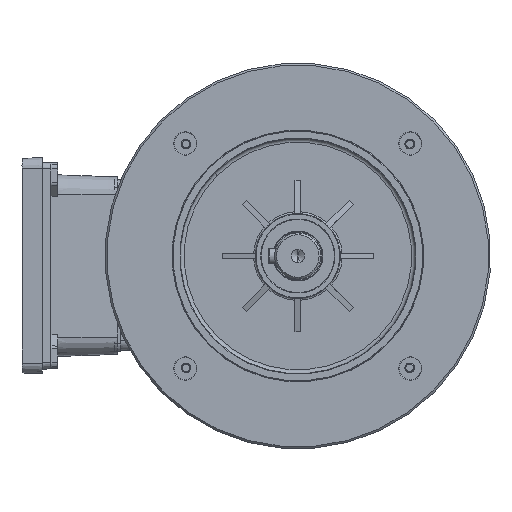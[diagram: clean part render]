
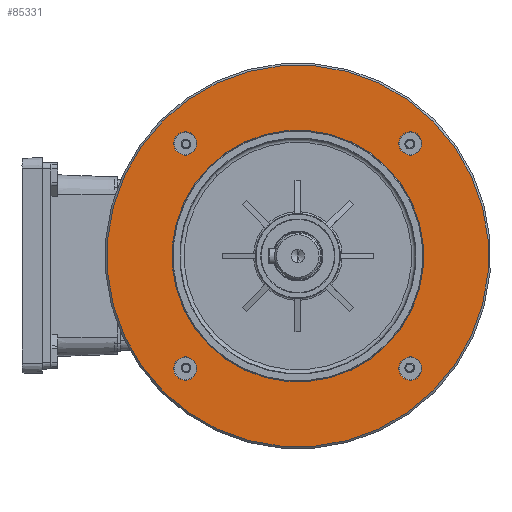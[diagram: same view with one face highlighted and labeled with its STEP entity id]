
A CAD part, left-side view. The second image highlights one B-rep face of the part: STEP entity #85331.
In plain terms, the highlighted face is planar.
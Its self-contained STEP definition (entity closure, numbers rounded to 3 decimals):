
#617 = CIRCLE ( 'NONE', #11457, 6. ) ;
#1037 = DIRECTION ( 'NONE',  ( 0., 0., -1. ) ) ;
#1082 = VERTEX_POINT ( 'NONE', #105821 ) ;
#1384 = ORIENTED_EDGE ( 'NONE', *, *, #9513, .T. ) ;
#1822 = DIRECTION ( 'NONE',  ( 0., 0., -1. ) ) ;
#4069 = CIRCLE ( 'NONE', #19383, 6. ) ;
#4306 = CARTESIAN_POINT ( 'NONE',  ( 3., 0., 88.5 ) ) ;
#4553 = VERTEX_POINT ( 'NONE', #84245 ) ;
#5113 = CIRCLE ( 'NONE', #63911, 99. ) ;
#9236 = DIRECTION ( 'NONE',  ( 1., 0., 0. ) ) ;
#9513 = EDGE_CURVE ( 'NONE', #118181, #92070, #87401, .T. ) ;
#10324 = EDGE_CURVE ( 'NONE', #125152, #1082, #10994, .T. ) ;
#10994 = CIRCLE ( 'NONE', #34936, 6. ) ;
#11305 = CARTESIAN_POINT ( 'NONE',  ( 3., 0., -82.5 ) ) ;
#11457 = AXIS2_PLACEMENT_3D ( 'NONE', #56874, #131377, #47306 ) ;
#11715 = ORIENTED_EDGE ( 'NONE', *, *, #65430, .T. ) ;
#12762 = PLANE ( 'NONE',  #22887 ) ;
#13658 = EDGE_CURVE ( 'NONE', #4553, #99575, #122323, .T. ) ;
#14533 = ORIENTED_EDGE ( 'NONE', *, *, #89419, .T. ) ;
#14889 = AXIS2_PLACEMENT_3D ( 'NONE', #43477, #117248, #21666 ) ;
#14920 = CIRCLE ( 'NONE', #84596, 6. ) ;
#16380 = DIRECTION ( 'NONE',  ( 0., 0., -1. ) ) ;
#18634 = CARTESIAN_POINT ( 'NONE',  ( 3., 82.5, -6. ) ) ;
#19383 = AXIS2_PLACEMENT_3D ( 'NONE', #11305, #103504, #1037 ) ;
#21666 = DIRECTION ( 'NONE',  ( 0., 0., -1. ) ) ;
#22887 = AXIS2_PLACEMENT_3D ( 'NONE', #54376, #96082, #44147 ) ;
#23008 = FACE_BOUND ( 'NONE', #127456, .T. ) ;
#24145 = DIRECTION ( 'NONE',  ( 0., 0., -1. ) ) ;
#24900 = EDGE_LOOP ( 'NONE', ( #118508, #105012 ) ) ;
#25412 = DIRECTION ( 'NONE',  ( -1., 0., 0. ) ) ;
#30074 = CIRCLE ( 'NONE', #14889, 6. ) ;
#33364 = AXIS2_PLACEMENT_3D ( 'NONE', #64586, #85125, #1822 ) ;
#34688 = ORIENTED_EDGE ( 'NONE', *, *, #129639, .T. ) ;
#34936 = AXIS2_PLACEMENT_3D ( 'NONE', #38384, #131344, #80035 ) ;
#38020 = CARTESIAN_POINT ( 'NONE',  ( 3., -82.5, 6. ) ) ;
#38384 = CARTESIAN_POINT ( 'NONE',  ( 3., 0., -82.5 ) ) ;
#41104 = AXIS2_PLACEMENT_3D ( 'NONE', #68300, #99757, #97060 ) ;
#42144 = FACE_OUTER_BOUND ( 'NONE', #126986, .T. ) ;
#43477 = CARTESIAN_POINT ( 'NONE',  ( 3., 82.5, 0. ) ) ;
#44147 = DIRECTION ( 'NONE',  ( 0., 0., -1. ) ) ;
#45424 = CARTESIAN_POINT ( 'NONE',  ( 3., 0., 0. ) ) ;
#47306 = DIRECTION ( 'NONE',  ( 0., 0., -1. ) ) ;
#47844 = CARTESIAN_POINT ( 'NONE',  ( 3., 0., 76.5 ) ) ;
#52287 = CARTESIAN_POINT ( 'NONE',  ( 3., 82.5, 6. ) ) ;
#52786 = EDGE_CURVE ( 'NONE', #95593, #120506, #57780, .T. ) ;
#53057 = FACE_BOUND ( 'NONE', #109210, .T. ) ;
#53891 = ORIENTED_EDGE ( 'NONE', *, *, #129137, .T. ) ;
#54376 = CARTESIAN_POINT ( 'NONE',  ( 3., 100., 0. ) ) ;
#55955 = CARTESIAN_POINT ( 'NONE',  ( 3., 0., -65.25 ) ) ;
#56874 = CARTESIAN_POINT ( 'NONE',  ( 3., 0., 82.5 ) ) ;
#57780 = CIRCLE ( 'NONE', #116708, 65.25 ) ;
#60335 = VERTEX_POINT ( 'NONE', #52287 ) ;
#63911 = AXIS2_PLACEMENT_3D ( 'NONE', #102792, #9236, #134251 ) ;
#64038 = DIRECTION ( 'NONE',  ( 1., 0., 0. ) ) ;
#64586 = CARTESIAN_POINT ( 'NONE',  ( 3., 0., 82.5 ) ) ;
#64606 = FACE_BOUND ( 'NONE', #24900, .T. ) ;
#65430 = EDGE_CURVE ( 'NONE', #120506, #95593, #82788, .T. ) ;
#68226 = CIRCLE ( 'NONE', #33364, 6. ) ;
#68300 = CARTESIAN_POINT ( 'NONE',  ( 3., 82.5, 0. ) ) ;
#68407 = EDGE_CURVE ( 'NONE', #109189, #101548, #617, .T. ) ;
#68914 = EDGE_CURVE ( 'NONE', #101548, #109189, #68226, .T. ) ;
#69272 = EDGE_CURVE ( 'NONE', #99575, #4553, #5113, .T. ) ;
#69934 = AXIS2_PLACEMENT_3D ( 'NONE', #130474, #78525, #16380 ) ;
#75361 = CARTESIAN_POINT ( 'NONE',  ( 3., -82.5, 0. ) ) ;
#75384 = ORIENTED_EDGE ( 'NONE', *, *, #10324, .T. ) ;
#78525 = DIRECTION ( 'NONE',  ( -1., 0., 0. ) ) ;
#80035 = DIRECTION ( 'NONE',  ( 0., 0., -1. ) ) ;
#81617 = CARTESIAN_POINT ( 'NONE',  ( 3., -82.5, -6. ) ) ;
#81719 = CARTESIAN_POINT ( 'NONE',  ( 3., 0., -99. ) ) ;
#81917 = ORIENTED_EDGE ( 'NONE', *, *, #69272, .T. ) ;
#82788 = CIRCLE ( 'NONE', #124257, 65.25 ) ;
#84245 = CARTESIAN_POINT ( 'NONE',  ( 3., 0., 99. ) ) ;
#84480 = VERTEX_POINT ( 'NONE', #18634 ) ;
#84596 = AXIS2_PLACEMENT_3D ( 'NONE', #75361, #127310, #24145 ) ;
#85125 = DIRECTION ( 'NONE',  ( -1., 0., 0. ) ) ;
#85331 = ADVANCED_FACE ( 'NONE', ( #117247, #23008, #53057, #64606, #106319, #42144 ), #12762, .T. ) ;
#87401 = CIRCLE ( 'NONE', #69934, 6. ) ;
#89419 = EDGE_CURVE ( 'NONE', #60335, #84480, #30074, .T. ) ;
#89658 = EDGE_LOOP ( 'NONE', ( #105930, #11715 ) ) ;
#92070 = VERTEX_POINT ( 'NONE', #38020 ) ;
#95593 = VERTEX_POINT ( 'NONE', #128625 ) ;
#96082 = DIRECTION ( 'NONE',  ( 1., 0., 0. ) ) ;
#96149 = EDGE_LOOP ( 'NONE', ( #1384, #53891 ) ) ;
#96486 = DIRECTION ( 'NONE',  ( 0., 0., -1. ) ) ;
#97060 = DIRECTION ( 'NONE',  ( 0., 0., -1. ) ) ;
#97805 = EDGE_CURVE ( 'NONE', #1082, #125152, #4069, .T. ) ;
#99575 = VERTEX_POINT ( 'NONE', #81719 ) ;
#99757 = DIRECTION ( 'NONE',  ( -1., 0., 0. ) ) ;
#101548 = VERTEX_POINT ( 'NONE', #47844 ) ;
#102735 = ORIENTED_EDGE ( 'NONE', *, *, #13658, .T. ) ;
#102792 = CARTESIAN_POINT ( 'NONE',  ( 3., 0., 0. ) ) ;
#103504 = DIRECTION ( 'NONE',  ( -1., 0., 0. ) ) ;
#105012 = ORIENTED_EDGE ( 'NONE', *, *, #68407, .T. ) ;
#105821 = CARTESIAN_POINT ( 'NONE',  ( 3., 0., -88.5 ) ) ;
#105930 = ORIENTED_EDGE ( 'NONE', *, *, #52786, .T. ) ;
#106319 = FACE_BOUND ( 'NONE', #89658, .T. ) ;
#109189 = VERTEX_POINT ( 'NONE', #4306 ) ;
#109210 = EDGE_LOOP ( 'NONE', ( #34688, #14533 ) ) ;
#109244 = AXIS2_PLACEMENT_3D ( 'NONE', #116019, #64038, #125608 ) ;
#116019 = CARTESIAN_POINT ( 'NONE',  ( 3., 0., 0. ) ) ;
#116319 = CARTESIAN_POINT ( 'NONE',  ( 3., 0., 0. ) ) ;
#116708 = AXIS2_PLACEMENT_3D ( 'NONE', #45424, #128795, #119895 ) ;
#117247 = FACE_BOUND ( 'NONE', #96149, .T. ) ;
#117248 = DIRECTION ( 'NONE',  ( -1., 0., 0. ) ) ;
#118181 = VERTEX_POINT ( 'NONE', #81617 ) ;
#118508 = ORIENTED_EDGE ( 'NONE', *, *, #68914, .T. ) ;
#119895 = DIRECTION ( 'NONE',  ( 0., 0., -1. ) ) ;
#120202 = ORIENTED_EDGE ( 'NONE', *, *, #97805, .T. ) ;
#120506 = VERTEX_POINT ( 'NONE', #55955 ) ;
#122323 = CIRCLE ( 'NONE', #109244, 99. ) ;
#124257 = AXIS2_PLACEMENT_3D ( 'NONE', #116319, #25412, #96486 ) ;
#125152 = VERTEX_POINT ( 'NONE', #133095 ) ;
#125608 = DIRECTION ( 'NONE',  ( 0., 0., -1. ) ) ;
#126176 = CIRCLE ( 'NONE', #41104, 6. ) ;
#126986 = EDGE_LOOP ( 'NONE', ( #102735, #81917 ) ) ;
#127310 = DIRECTION ( 'NONE',  ( -1., 0., 0. ) ) ;
#127456 = EDGE_LOOP ( 'NONE', ( #120202, #75384 ) ) ;
#128625 = CARTESIAN_POINT ( 'NONE',  ( 3., 0., 65.25 ) ) ;
#128795 = DIRECTION ( 'NONE',  ( -1., 0., 0. ) ) ;
#129137 = EDGE_CURVE ( 'NONE', #92070, #118181, #14920, .T. ) ;
#129639 = EDGE_CURVE ( 'NONE', #84480, #60335, #126176, .T. ) ;
#130474 = CARTESIAN_POINT ( 'NONE',  ( 3., -82.5, 0. ) ) ;
#131344 = DIRECTION ( 'NONE',  ( -1., 0., 0. ) ) ;
#131377 = DIRECTION ( 'NONE',  ( -1., 0., 0. ) ) ;
#133095 = CARTESIAN_POINT ( 'NONE',  ( 3., 0., -76.5 ) ) ;
#134251 = DIRECTION ( 'NONE',  ( 0., 0., -1. ) ) ;
